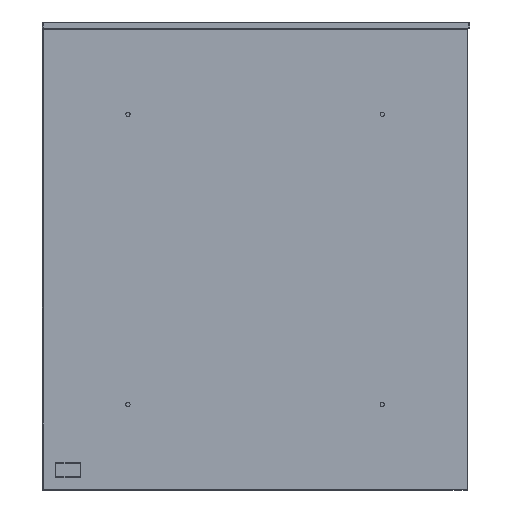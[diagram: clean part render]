
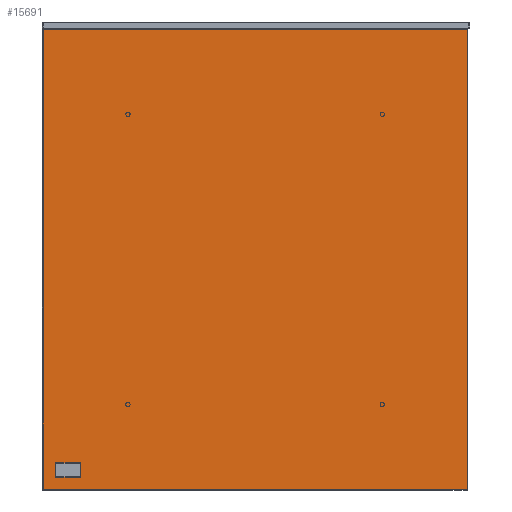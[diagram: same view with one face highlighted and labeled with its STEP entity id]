
A CAD part, left-side view. The second image highlights one B-rep face of the part: STEP entity #15691.
In plain terms, the highlighted planar face has unit normal (-1, 0, 0).
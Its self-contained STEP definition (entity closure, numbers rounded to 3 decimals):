
#15429=CARTESIAN_POINT('',(-1320.943,3185.176,1.131));
#15430=VERTEX_POINT('',#15429);
#15431=CARTESIAN_POINT('',(-1320.943,3185.176,538.869));
#15432=VERTEX_POINT('',#15431);
#15433=CARTESIAN_POINT('',(-1320.943,3185.176,1.131));
#15434=DIRECTION('',(0.0,0.0,1.0));
#15435=VECTOR('',#15434,537.737);
#15436=LINE('',#15433,#15435);
#15437=EDGE_CURVE('',#15430,#15432,#15436,.T.);
#15460=CARTESIAN_POINT('',(-1320.943,3184.845,539.2));
#15461=VERTEX_POINT('',#15460);
#15462=CARTESIAN_POINT('',(-1320.943,3185.176,538.869));
#15463=DIRECTION('',(0.0,-0.707,0.707));
#15464=VECTOR('',#15463,0.469);
#15465=LINE('',#15462,#15464);
#15466=EDGE_CURVE('',#15432,#15461,#15465,.T.);
#15484=CARTESIAN_POINT('',(-1320.943,2689.107,539.2));
#15485=VERTEX_POINT('',#15484);
#15486=CARTESIAN_POINT('',(-1320.943,3184.845,539.2));
#15487=DIRECTION('',(0.0,-1.0,0.0));
#15488=VECTOR('',#15487,495.737);
#15489=LINE('',#15486,#15488);
#15490=EDGE_CURVE('',#15461,#15485,#15489,.T.);
#15517=CARTESIAN_POINT('',(-1320.943,2688.776,538.869));
#15518=VERTEX_POINT('',#15517);
#15519=CARTESIAN_POINT('',(-1320.943,2689.107,539.2));
#15520=DIRECTION('',(0.0,-0.707,-0.707));
#15521=VECTOR('',#15520,0.469);
#15522=LINE('',#15519,#15521);
#15523=EDGE_CURVE('',#15485,#15518,#15522,.T.);
#15548=CARTESIAN_POINT('',(-1320.943,2688.776,1.131));
#15549=VERTEX_POINT('',#15548);
#15550=CARTESIAN_POINT('',(-1320.943,2688.776,538.869));
#15551=DIRECTION('',(0.0,0.0,-1.0));
#15552=VECTOR('',#15551,537.737);
#15553=LINE('',#15550,#15552);
#15554=EDGE_CURVE('',#15518,#15549,#15553,.T.);
#15579=CARTESIAN_POINT('',(-1320.943,2689.107,0.8));
#15580=VERTEX_POINT('',#15579);
#15581=CARTESIAN_POINT('',(-1320.943,2688.776,1.131));
#15582=DIRECTION('',(0.0,0.707,-0.707));
#15583=VECTOR('',#15582,0.469);
#15584=LINE('',#15581,#15583);
#15585=EDGE_CURVE('',#15549,#15580,#15584,.T.);
#15608=CARTESIAN_POINT('',(-1320.943,3184.845,0.8));
#15609=VERTEX_POINT('',#15608);
#15610=CARTESIAN_POINT('',(-1320.943,2689.107,0.8));
#15611=DIRECTION('',(0.0,1.0,0.0));
#15612=VECTOR('',#15611,495.737);
#15613=LINE('',#15610,#15612);
#15614=EDGE_CURVE('',#15580,#15609,#15613,.T.);
#15632=CARTESIAN_POINT('',(-1320.943,3184.845,0.8));
#15633=DIRECTION('',(0.0,0.707,0.707));
#15634=VECTOR('',#15633,0.469);
#15635=LINE('',#15632,#15634);
#15636=EDGE_CURVE('',#15609,#15430,#15635,.T.);
#15676=CARTESIAN_POINT('',(-1320.943,2936.976,0.799));
#15677=DIRECTION('',(-1.0,0.0,0.0));
#15678=DIRECTION('',(0.0,0.0,1.0));
#15679=AXIS2_PLACEMENT_3D('',#15676,#15677,#15678);
#15680=PLANE('',#15679);
#15681=ORIENTED_EDGE('',*,*,#15437,.F.);
#15682=ORIENTED_EDGE('',*,*,#15636,.F.);
#15683=ORIENTED_EDGE('',*,*,#15614,.F.);
#15684=ORIENTED_EDGE('',*,*,#15585,.F.);
#15685=ORIENTED_EDGE('',*,*,#15554,.F.);
#15686=ORIENTED_EDGE('',*,*,#15523,.F.);
#15687=ORIENTED_EDGE('',*,*,#15490,.F.);
#15688=ORIENTED_EDGE('',*,*,#15466,.F.);
#15689=EDGE_LOOP('',(#15681,#15682,#15683,#15684,#15685,#15686,#15687,#15688));
#15690=FACE_OUTER_BOUND('',#15689,.T.);
#15691=ADVANCED_FACE('',(#15690),#15680,.T.);
